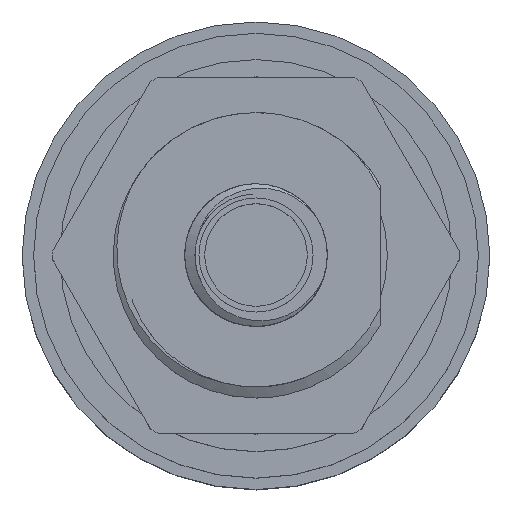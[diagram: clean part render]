
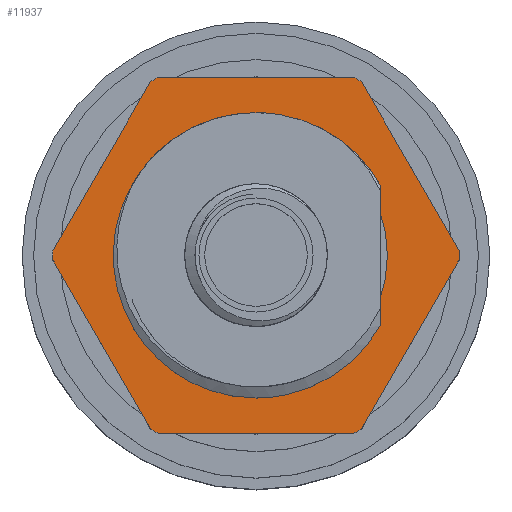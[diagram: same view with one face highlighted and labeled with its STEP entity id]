
A CAD part, top view. The second image highlights one B-rep face of the part: STEP entity #11937.
In plain terms, the highlighted planar face has unit normal (0, 0, 1).
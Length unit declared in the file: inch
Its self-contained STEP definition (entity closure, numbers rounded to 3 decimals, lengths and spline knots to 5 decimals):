
#42 = ORIENTED_EDGE ( 'NONE', *, *, #6781, .T. ) ;
#117 = AXIS2_PLACEMENT_3D ( 'NONE', #13000, #14093, #14240 ) ;
#184 = AXIS2_PLACEMENT_3D ( 'NONE', #10710, #9425, #11922 ) ;
#256 = DIRECTION ( 'NONE',  ( 0.5, -0.866, 0. ) ) ;
#318 = EDGE_CURVE ( 'NONE', #1367, #10227, #1024, .T. ) ;
#320 = EDGE_CURVE ( 'NONE', #3169, #8743, #340, .T. ) ;
#340 = CIRCLE ( 'NONE', #1950, 0.35625 ) ;
#466 = CARTESIAN_POINT ( 'NONE',  ( 44.28809, 21.59656, 1.03395 ) ) ;
#508 = CARTESIAN_POINT ( 'NONE',  ( 43.93193, 21.91718, 1.03395 ) ) ;
#639 = VERTEX_POINT ( 'NONE', #3797 ) ;
#648 = CARTESIAN_POINT ( 'NONE',  ( 44.55872, 21.75281, 1.03395 ) ) ;
#798 = VERTEX_POINT ( 'NONE', #14265 ) ;
#1024 = CIRCLE ( 'NONE', #117, 0.35625 ) ;
#1028 = DIRECTION ( 'NONE',  ( 0., 0., 1. ) ) ;
#1118 = DIRECTION ( 'NONE',  ( -0.52, -0.854, 0. ) ) ;
#1138 = CARTESIAN_POINT ( 'NONE',  ( 43.93184, 21.90906, 1.03395 ) ) ;
#1171 = DIRECTION ( 'NONE',  ( -0.5, 0.866, 0. ) ) ;
#1188 = CARTESIAN_POINT ( 'NONE',  ( 44.10298, 21.60468, 1.03395 ) ) ;
#1367 = VERTEX_POINT ( 'NONE', #1138 ) ;
#1675 = CARTESIAN_POINT ( 'NONE',  ( 44.28809, 21.90906, 1.03395 ) ) ;
#1950 = AXIS2_PLACEMENT_3D ( 'NONE', #4199, #3188, #11987 ) ;
#1968 = CARTESIAN_POINT ( 'NONE',  ( 44.28809, 21.90906, 1.03395 ) ) ;
#2106 = VERTEX_POINT ( 'NONE', #10635 ) ;
#2154 = EDGE_CURVE ( 'NONE', #9824, #1367, #4255, .T. ) ;
#2187 = CIRCLE ( 'NONE', #7499, 0.35625 ) ;
#2232 = ORIENTED_EDGE ( 'NONE', *, *, #13178, .T. ) ;
#2248 = VECTOR ( 'NONE', #4031, 39.37008 ) ;
#2437 = EDGE_CURVE ( 'NONE', #639, #2106, #2187, .T. ) ;
#2486 = CARTESIAN_POINT ( 'NONE',  ( 44.45914, 22.22156, 1.03395 ) ) ;
#2528 = CARTESIAN_POINT ( 'NONE',  ( 44.4732, 21.60468, 1.03395 ) ) ;
#2622 = CARTESIAN_POINT ( 'NONE',  ( 44.28809, 22.22156, 1.03395 ) ) ;
#2707 = CIRCLE ( 'NONE', #10320, 0.35625 ) ;
#2778 = ORIENTED_EDGE ( 'NONE', *, *, #3226, .T. ) ;
#2819 = CARTESIAN_POINT ( 'NONE',  ( 44.28809, 22.13956, 1.03395 ) ) ;
#2826 = FACE_OUTER_BOUND ( 'NONE', #5733, .T. ) ;
#2888 = ORIENTED_EDGE ( 'NONE', *, *, #320, .T. ) ;
#2954 = CARTESIAN_POINT ( 'NONE',  ( 43.93193, 21.90095, 1.03395 ) ) ;
#3024 = DIRECTION ( 'NONE',  ( -0.5, -0.866, 0. ) ) ;
#3062 = VECTOR ( 'NONE', #256, 39.37008 ) ;
#3169 = VERTEX_POINT ( 'NONE', #7317 ) ;
#3188 = DIRECTION ( 'NONE',  ( 0., 0., 1. ) ) ;
#3226 = EDGE_CURVE ( 'NONE', #3531, #3169, #7815, .T. ) ;
#3531 = VERTEX_POINT ( 'NONE', #4818 ) ;
#3570 = LINE ( 'NONE', #10214, #3062 ) ;
#3797 = CARTESIAN_POINT ( 'NONE',  ( 44.11704, 22.22156, 1.03395 ) ) ;
#3881 = VERTEX_POINT ( 'NONE', #4173 ) ;
#3979 = DIRECTION ( 'NONE',  ( 0., 0., 1. ) ) ;
#4008 = VECTOR ( 'NONE', #11425, 39.37008 ) ;
#4031 = DIRECTION ( 'NONE',  ( 0.5, 0.866, 0. ) ) ;
#4173 = CARTESIAN_POINT ( 'NONE',  ( 44.64425, 21.90095, 1.03395 ) ) ;
#4199 = CARTESIAN_POINT ( 'NONE',  ( 44.28809, 21.90906, 1.03395 ) ) ;
#4234 = VECTOR ( 'NONE', #1171, 39.37008 ) ;
#4255 = CIRCLE ( 'NONE', #11863, 0.35625 ) ;
#4335 = AXIS2_PLACEMENT_3D ( 'NONE', #5268, #8373, #11681 ) ;
#4388 = ORIENTED_EDGE ( 'NONE', *, *, #2154, .T. ) ;
#4725 = LINE ( 'NONE', #466, #12297 ) ;
#4818 = CARTESIAN_POINT ( 'NONE',  ( 44.64425, 21.91718, 1.03395 ) ) ;
#4879 = EDGE_LOOP ( 'NONE', ( #2232, #5803 ) ) ;
#4912 = CARTESIAN_POINT ( 'NONE',  ( 44.01746, 22.06531, 1.03395 ) ) ;
#5004 = DIRECTION ( 'NONE',  ( 0., 0., 1. ) ) ;
#5268 = CARTESIAN_POINT ( 'NONE',  ( 44.28809, 21.90906, 1.03395 ) ) ;
#5341 = ORIENTED_EDGE ( 'NONE', *, *, #6570, .T. ) ;
#5350 = CARTESIAN_POINT ( 'NONE',  ( 44.28809, 21.90906, 1.03395 ) ) ;
#5376 = EDGE_CURVE ( 'NONE', #2106, #9824, #5993, .T. ) ;
#5687 = CARTESIAN_POINT ( 'NONE',  ( 44.28809, 21.90906, 1.03395 ) ) ;
#5689 = EDGE_CURVE ( 'NONE', #5822, #798, #6759, .T. ) ;
#5733 = EDGE_LOOP ( 'NONE', ( #6946, #9381, #8885, #6993, #11956, #2778, #2888, #42, #10159, #7278, #4388, #9127, #5341 ) ) ;
#5803 = ORIENTED_EDGE ( 'NONE', *, *, #10141, .T. ) ;
#5822 = VERTEX_POINT ( 'NONE', #1188 ) ;
#5960 = CIRCLE ( 'NONE', #12416, 0.2305 ) ;
#5993 = LINE ( 'NONE', #4912, #14129 ) ;
#6291 = CARTESIAN_POINT ( 'NONE',  ( 43.93175, 21.59656, 1.03395 ) ) ;
#6570 = EDGE_CURVE ( 'NONE', #10227, #5822, #3570, .T. ) ;
#6699 = EDGE_CURVE ( 'NONE', #798, #10859, #4725, .T. ) ;
#6759 = CIRCLE ( 'NONE', #8141, 0.35625 ) ;
#6781 = EDGE_CURVE ( 'NONE', #8743, #639, #12505, .T. ) ;
#6943 = CARTESIAN_POINT ( 'NONE',  ( 44.28809, 21.67856, 1.03395 ) ) ;
#6946 = ORIENTED_EDGE ( 'NONE', *, *, #5689, .T. ) ;
#6993 = ORIENTED_EDGE ( 'NONE', *, *, #11061, .T. ) ;
#7142 = LINE ( 'NONE', #648, #2248 ) ;
#7278 = ORIENTED_EDGE ( 'NONE', *, *, #5376, .T. ) ;
#7317 = CARTESIAN_POINT ( 'NONE',  ( 44.4732, 22.21345, 1.03395 ) ) ;
#7499 = AXIS2_PLACEMENT_3D ( 'NONE', #1968, #1028, #13071 ) ;
#7688 = DIRECTION ( 'NONE',  ( 0., 0., 1. ) ) ;
#7815 = LINE ( 'NONE', #13293, #4234 ) ;
#7928 = VERTEX_POINT ( 'NONE', #2819 ) ;
#8141 = AXIS2_PLACEMENT_3D ( 'NONE', #8850, #7688, #1118 ) ;
#8216 = DIRECTION ( 'NONE',  ( 0.48, -0.877, 0. ) ) ;
#8319 = DIRECTION ( 'NONE',  ( 1., 0., 0. ) ) ;
#8373 = DIRECTION ( 'NONE',  ( 0., 0., -1. ) ) ;
#8393 = PLANE ( 'NONE',  #10791 ) ;
#8743 = VERTEX_POINT ( 'NONE', #2486 ) ;
#8850 = CARTESIAN_POINT ( 'NONE',  ( 44.28809, 21.90906, 1.03395 ) ) ;
#8885 = ORIENTED_EDGE ( 'NONE', *, *, #9416, .T. ) ;
#9127 = ORIENTED_EDGE ( 'NONE', *, *, #318, .T. ) ;
#9230 = DIRECTION ( 'NONE',  ( 0., 0., 1. ) ) ;
#9381 = ORIENTED_EDGE ( 'NONE', *, *, #6699, .T. ) ;
#9416 = EDGE_CURVE ( 'NONE', #10859, #9860, #2707, .T. ) ;
#9425 = DIRECTION ( 'NONE',  ( 0., 0., 1. ) ) ;
#9636 = CIRCLE ( 'NONE', #184, 0.35625 ) ;
#9824 = VERTEX_POINT ( 'NONE', #508 ) ;
#9832 = DIRECTION ( 'NONE',  ( 1., 0., 0. ) ) ;
#9860 = VERTEX_POINT ( 'NONE', #2528 ) ;
#10099 = CIRCLE ( 'NONE', #4335, 0.2305 ) ;
#10141 = EDGE_CURVE ( 'NONE', #7928, #13988, #10099, .T. ) ;
#10159 = ORIENTED_EDGE ( 'NONE', *, *, #2437, .T. ) ;
#10214 = CARTESIAN_POINT ( 'NONE',  ( 44.01746, 21.75281, 1.03395 ) ) ;
#10227 = VERTEX_POINT ( 'NONE', #2954 ) ;
#10320 = AXIS2_PLACEMENT_3D ( 'NONE', #5687, #9230, #8216 ) ;
#10635 = CARTESIAN_POINT ( 'NONE',  ( 44.10298, 22.21345, 1.03395 ) ) ;
#10706 = EDGE_CURVE ( 'NONE', #3881, #3531, #9636, .T. ) ;
#10710 = CARTESIAN_POINT ( 'NONE',  ( 44.28809, 21.90906, 1.03395 ) ) ;
#10791 = AXIS2_PLACEMENT_3D ( 'NONE', #6291, #3979, #8319 ) ;
#10834 = DIRECTION ( 'NONE',  ( 0., 0., -1. ) ) ;
#10859 = VERTEX_POINT ( 'NONE', #13812 ) ;
#11061 = EDGE_CURVE ( 'NONE', #9860, #3881, #7142, .T. ) ;
#11425 = DIRECTION ( 'NONE',  ( -1., 0., 0. ) ) ;
#11681 = DIRECTION ( 'NONE',  ( 1., 0., 0. ) ) ;
#11706 = DIRECTION ( 'NONE',  ( -1., 0.023, 0. ) ) ;
#11863 = AXIS2_PLACEMENT_3D ( 'NONE', #1675, #5004, #11706 ) ;
#11922 = DIRECTION ( 'NONE',  ( 1., -0.023, 0. ) ) ;
#11937 = ADVANCED_FACE ( 'NONE', ( #13868, #2826 ), #8393, .T. ) ;
#11956 = ORIENTED_EDGE ( 'NONE', *, *, #10706, .T. ) ;
#11987 = DIRECTION ( 'NONE',  ( 0.52, 0.854, 0. ) ) ;
#12297 = VECTOR ( 'NONE', #13740, 39.37008 ) ;
#12416 = AXIS2_PLACEMENT_3D ( 'NONE', #5350, #10834, #9832 ) ;
#12505 = LINE ( 'NONE', #2622, #4008 ) ;
#13000 = CARTESIAN_POINT ( 'NONE',  ( 44.28809, 21.90906, 1.03395 ) ) ;
#13071 = DIRECTION ( 'NONE',  ( -0.48, 0.877, 0. ) ) ;
#13178 = EDGE_CURVE ( 'NONE', #13988, #7928, #5960, .T. ) ;
#13293 = CARTESIAN_POINT ( 'NONE',  ( 44.55872, 22.06531, 1.03395 ) ) ;
#13740 = DIRECTION ( 'NONE',  ( 1., 0., 0. ) ) ;
#13812 = CARTESIAN_POINT ( 'NONE',  ( 44.45914, 21.59656, 1.03395 ) ) ;
#13868 = FACE_BOUND ( 'NONE', #4879, .T. ) ;
#13988 = VERTEX_POINT ( 'NONE', #6943 ) ;
#14093 = DIRECTION ( 'NONE',  ( 0., 0., 1. ) ) ;
#14129 = VECTOR ( 'NONE', #3024, 39.37008 ) ;
#14240 = DIRECTION ( 'NONE',  ( -1., 0.023, 0. ) ) ;
#14265 = CARTESIAN_POINT ( 'NONE',  ( 44.11704, 21.59656, 1.03395 ) ) ;
